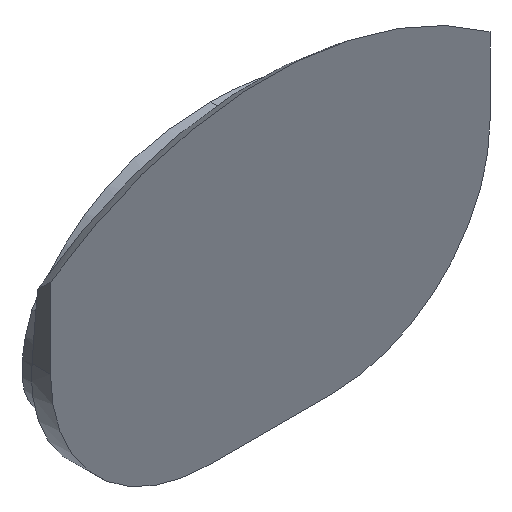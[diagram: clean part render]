
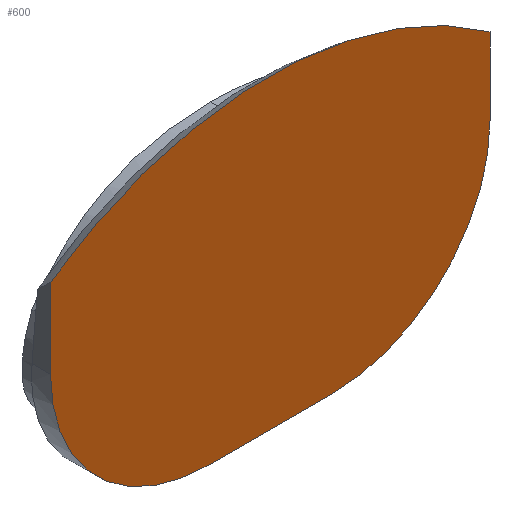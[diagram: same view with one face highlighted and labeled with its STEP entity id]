
A CAD part, isometric view. The second image highlights one B-rep face of the part: STEP entity #600.
In plain terms, the highlighted planar face has unit normal (0, -1, 0).
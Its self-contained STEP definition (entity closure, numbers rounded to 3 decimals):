
#6 = EDGE_CURVE ( 'NONE', #463, #56, #79, .T. ) ;
#12 = CARTESIAN_POINT ( 'NONE',  ( 13.394, 7.797, 11.972 ) ) ;
#31 = DIRECTION ( 'NONE',  ( -1., 0., 0. ) ) ;
#38 = EDGE_CURVE ( 'NONE', #655, #494, #83, .T. ) ;
#42 = CARTESIAN_POINT ( 'NONE',  ( -2.712, 7.797, 7.576 ) ) ;
#44 = CARTESIAN_POINT ( 'NONE',  ( -11.712, 7.797, -6.424 ) ) ;
#55 = ORIENTED_EDGE ( 'NONE', *, *, #38, .F. ) ;
#56 = VERTEX_POINT ( 'NONE', #502 ) ;
#79 = LINE ( 'NONE', #247, #217 ) ;
#83 = CIRCLE ( 'NONE', #112, 21.582 ) ;
#95 = DIRECTION ( 'NONE',  ( -1., 0., 0. ) ) ;
#112 = AXIS2_PLACEMENT_3D ( 'NONE', #196, #413, #632 ) ;
#116 = CARTESIAN_POINT ( 'NONE',  ( 4.394, 7.797, -1.424 ) ) ;
#120 = CARTESIAN_POINT ( 'NONE',  ( -11.712, 7.797, 7.576 ) ) ;
#123 = VERTEX_POINT ( 'NONE', #353 ) ;
#138 = DIRECTION ( 'NONE',  ( 0., 0., 1. ) ) ;
#150 = CARTESIAN_POINT ( 'NONE',  ( -11.712, 7.797, 12.139 ) ) ;
#165 = EDGE_CURVE ( 'NONE', #253, #56, #639, .T. ) ;
#166 = ORIENTED_EDGE ( 'NONE', *, *, #165, .T. ) ;
#196 = CARTESIAN_POINT ( 'NONE',  ( 0.724, 7.797, -5.5 ) ) ;
#206 = AXIS2_PLACEMENT_3D ( 'NONE', #42, #264, #95 ) ;
#217 = VECTOR ( 'NONE', #31, 1000. ) ;
#247 = CARTESIAN_POINT ( 'NONE',  ( -18.712, 7.797, -1.424 ) ) ;
#253 = VERTEX_POINT ( 'NONE', #120 ) ;
#262 = PLANE ( 'NONE',  #710 ) ;
#264 = DIRECTION ( 'NONE',  ( 0., -1., 0. ) ) ;
#294 = EDGE_LOOP ( 'NONE', ( #521, #166, #443, #396, #621, #55 ) ) ;
#339 = EDGE_CURVE ( 'NONE', #494, #123, #540, .T. ) ;
#353 = CARTESIAN_POINT ( 'NONE',  ( 13.394, 7.797, 7.576 ) ) ;
#371 = CARTESIAN_POINT ( 'NONE',  ( 4.394, 7.797, 7.576 ) ) ;
#386 = VECTOR ( 'NONE', #590, 1000. ) ;
#396 = ORIENTED_EDGE ( 'NONE', *, *, #661, .T. ) ;
#400 = VECTOR ( 'NONE', #138, 1000. ) ;
#413 = DIRECTION ( 'NONE',  ( 0., 1., 0. ) ) ;
#416 = FACE_OUTER_BOUND ( 'NONE', #294, .T. ) ;
#443 = ORIENTED_EDGE ( 'NONE', *, *, #6, .F. ) ;
#454 = DIRECTION ( 'NONE',  ( -1., 0., 0. ) ) ;
#463 = VERTEX_POINT ( 'NONE', #116 ) ;
#472 = LINE ( 'NONE', #44, #400 ) ;
#494 = VERTEX_POINT ( 'NONE', #12 ) ;
#502 = CARTESIAN_POINT ( 'NONE',  ( -2.712, 7.797, -1.424 ) ) ;
#513 = CARTESIAN_POINT ( 'NONE',  ( -16.908, 7.797, 14.122 ) ) ;
#521 = ORIENTED_EDGE ( 'NONE', *, *, #610, .F. ) ;
#540 = LINE ( 'NONE', #651, #386 ) ;
#550 = AXIS2_PLACEMENT_3D ( 'NONE', #371, #587, #454 ) ;
#583 = DIRECTION ( 'NONE',  ( 0., 1., 0. ) ) ;
#587 = DIRECTION ( 'NONE',  ( 0., -1., 0. ) ) ;
#590 = DIRECTION ( 'NONE',  ( 0., 0., -1. ) ) ;
#600 = ADVANCED_FACE ( 'NONE', ( #416 ), #262, .F. ) ;
#610 = EDGE_CURVE ( 'NONE', #253, #655, #472, .T. ) ;
#621 = ORIENTED_EDGE ( 'NONE', *, *, #339, .F. ) ;
#632 = DIRECTION ( 'NONE',  ( -1., 0., 0. ) ) ;
#639 = CIRCLE ( 'NONE', #206, 9. ) ;
#651 = CARTESIAN_POINT ( 'NONE',  ( 13.394, 7.797, -6.424 ) ) ;
#655 = VERTEX_POINT ( 'NONE', #150 ) ;
#661 = EDGE_CURVE ( 'NONE', #463, #123, #674, .T. ) ;
#674 = CIRCLE ( 'NONE', #550, 9. ) ;
#683 = DIRECTION ( 'NONE',  ( -1., 0., 0. ) ) ;
#710 = AXIS2_PLACEMENT_3D ( 'NONE', #513, #583, #683 ) ;
